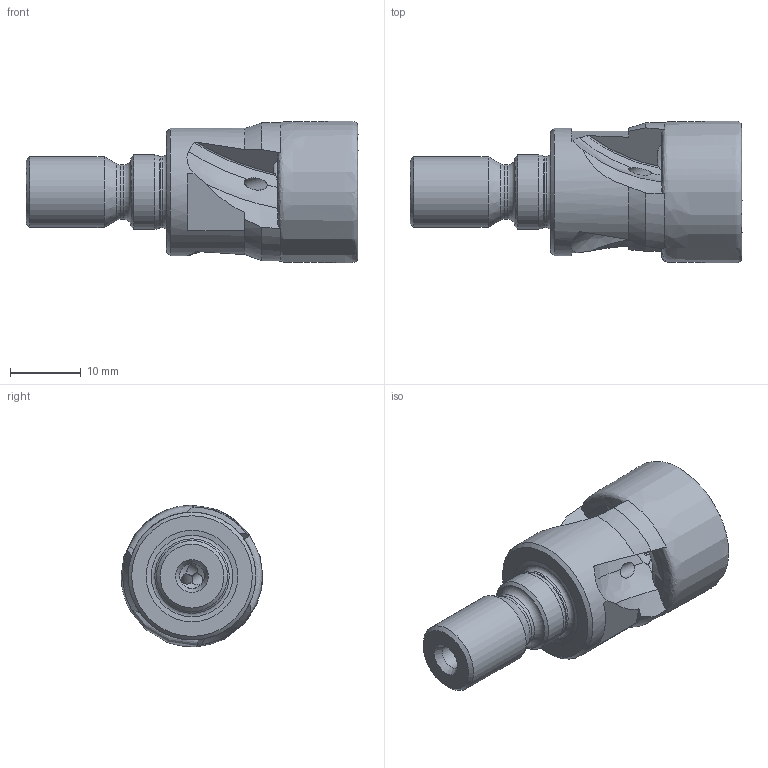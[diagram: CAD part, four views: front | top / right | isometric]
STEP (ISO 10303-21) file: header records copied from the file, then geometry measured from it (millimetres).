
FILE_DESCRIPTION (( 'STEP AP214' ), '1' );
FILE_NAME ('ESF-20-27-M10-75-3.STEP', '2015-01-12T12:23:03', ( '' ), ( '' ), 'SwSTEP 2.0', 'SolidWorks 2014', '' );
FILE_SCHEMA (( 'AUTOMOTIVE_DESIGN' ));
Length unit declared in the file: millimetre
Products named in the file (1): ESF-20-27-M10-75-3
Bounding box: 46.79 x 19.97 x 19.95 mm (x, y, z)
Volume: 7386.8 mm3; surface area: 3923.3 mm2
Topology: 1 solids, 1 shells, 116 faces, 355 edges, 231 vertices
Faces by surface type: plane 45, bspline 34, cylinder 20, cone 13, torus 4
Full cylindrical faces by diameter (mm): 2 x3, 3.5 x1, 7.7 x1, 10 x1, 10.1 x1, 10.5 x1, 18 x1
Entity records: 5614 total; most frequent: CARTESIAN_POINT 2956, ORIENTED_EDGE 634, DIRECTION 381, EDGE_CURVE 317, VERTEX_POINT 218, AXIS2_PLACEMENT_3D 157, EDGE_LOOP 139, B_SPLINE_CURVE_WITH_KNOTS 132
